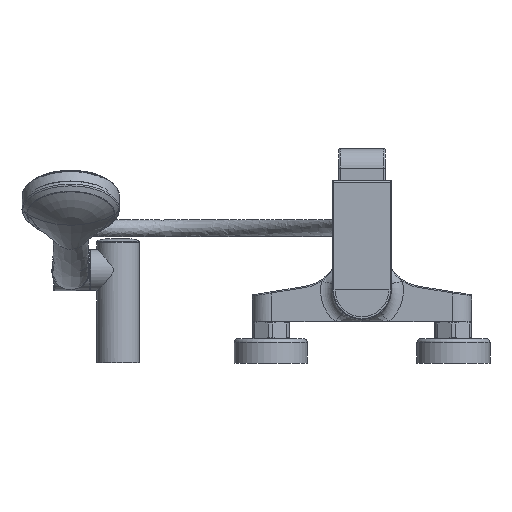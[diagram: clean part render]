
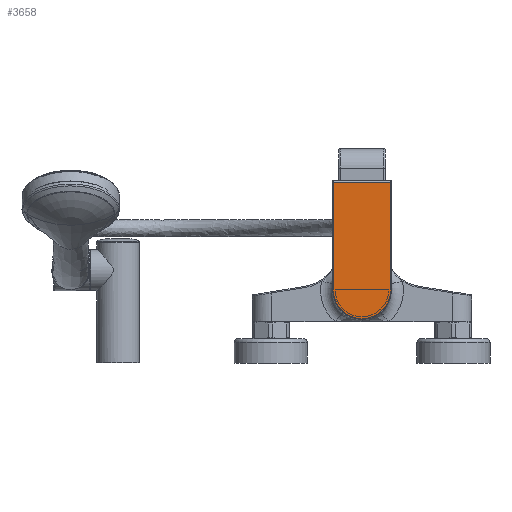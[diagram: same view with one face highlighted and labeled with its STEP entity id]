
A CAD part, top view. The second image highlights one B-rep face of the part: STEP entity #3658.
In plain terms, the highlighted planar face has unit normal (0, 0, 1).
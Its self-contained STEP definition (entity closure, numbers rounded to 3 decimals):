
#3658=ADVANCED_FACE('',(#10760),#10762,.T.);
#10760=FACE_BOUND('',#10761,.T.);
#10761=EDGE_LOOP('',(#23867,#23868,#23869,#23870));
#10762=PLANE('',#10763);
#10763=AXIS2_PLACEMENT_3D('',#10764,#10765,#10766);
#10764=CARTESIAN_POINT('',(0.,60.,73.111));
#10765=DIRECTION('',(0.,0.,1.));
#10766=DIRECTION('',(1.,0.,0.));
#23867=ORIENTED_EDGE('',*,*,#25987,.T.);
#23868=ORIENTED_EDGE('',*,*,#25988,.T.);
#23869=ORIENTED_EDGE('',*,*,#25989,.F.);
#23870=ORIENTED_EDGE('',*,*,#25967,.F.);
#25967=EDGE_CURVE('',#28052,#28054,#28055,.T.);
#25987=EDGE_CURVE('',#28052,#28093,#28094,.T.);
#25988=EDGE_CURVE('',#28093,#28095,#28096,.T.);
#25989=EDGE_CURVE('',#28054,#28095,#28097,.T.);
#28052=VERTEX_POINT('',#35209);
#28054=VERTEX_POINT('',#35265);
#28055=LINE('',#35266,#35267);
#28093=VERTEX_POINT('',#35607);
#28094=LINE('',#35608,#35609);
#28095=VERTEX_POINT('',#35611);
#28096=CIRCLE('',#35612,23.5);
#28097=LINE('',#35616,#35617);
#35209=CARTESIAN_POINT('',(-23.5,148.,73.111));
#35265=CARTESIAN_POINT('',(23.5,148.,73.111));
#35266=CARTESIAN_POINT('',(-23.5,148.,73.111));
#35267=VECTOR('',#35268,1.);
#35268=DIRECTION('',(1.,0.,0.));
#35607=CARTESIAN_POINT('',(-23.5,60.,73.111));
#35608=CARTESIAN_POINT('',(-23.5,148.,73.111));
#35609=VECTOR('',#35610,1.);
#35610=DIRECTION('',(0.,-1.,0.));
#35611=CARTESIAN_POINT('',(23.5,60.,73.111));
#35612=AXIS2_PLACEMENT_3D('',#35613,#35614,#35615);
#35613=CARTESIAN_POINT('',(0.,60.,73.111));
#35614=DIRECTION('',(0.,0.,1.));
#35615=DIRECTION('',(-1.,0.,0.));
#35616=CARTESIAN_POINT('',(23.5,148.,73.111));
#35617=VECTOR('',#35618,1.);
#35618=DIRECTION('',(0.,-1.,0.));
